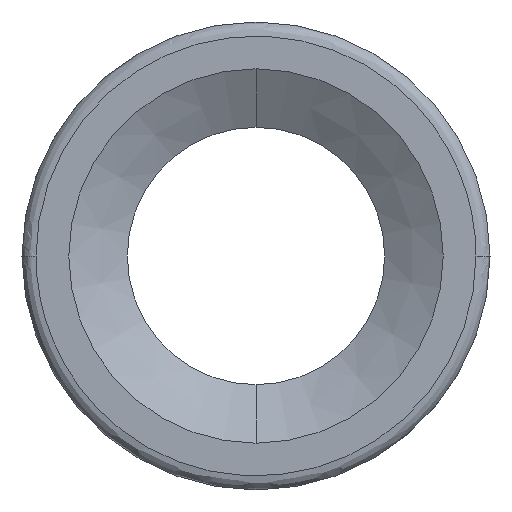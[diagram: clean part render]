
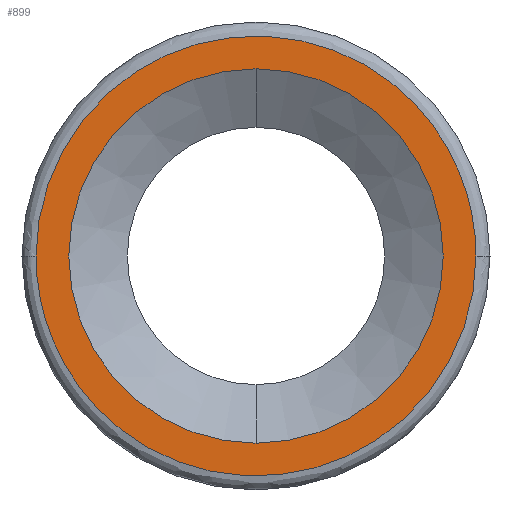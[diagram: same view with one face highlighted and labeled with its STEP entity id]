
A CAD part, front view. The second image highlights one B-rep face of the part: STEP entity #899.
In plain terms, the highlighted planar face has unit normal (0, -1, 0).
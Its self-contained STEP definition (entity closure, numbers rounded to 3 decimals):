
#5 = AXIS2_PLACEMENT_3D ( 'NONE', #426, #428, #422 ) ;
#23 = EDGE_CURVE ( 'NONE', #561, #887, #548, .T. ) ;
#33 = EDGE_CURVE ( 'NONE', #887, #561, #538, .T. ) ;
#44 = AXIS2_PLACEMENT_3D ( 'NONE', #324, #345, #342 ) ;
#46 = AXIS2_PLACEMENT_3D ( 'NONE', #387, #386, #385 ) ;
#67 = EDGE_CURVE ( 'NONE', #790, #789, #732, .T. ) ;
#71 = EDGE_CURVE ( 'NONE', #789, #790, #775, .T. ) ;
#324 = CARTESIAN_POINT ( 'NONE',  ( 0., 0., 0. ) ) ;
#342 = DIRECTION ( 'NONE',  ( 0., 0., -1. ) ) ;
#345 = DIRECTION ( 'NONE',  ( 0., -1., 0. ) ) ;
#348 = CARTESIAN_POINT ( 'NONE',  ( 4.7, 0., 0. ) ) ;
#371 = CARTESIAN_POINT ( 'NONE',  ( 4.7, 0., 9.4 ) ) ;
#376 = CARTESIAN_POINT ( 'NONE',  ( -4.7, 0., 9.4 ) ) ;
#385 = DIRECTION ( 'NONE',  ( 0., 0., -1. ) ) ;
#386 = DIRECTION ( 'NONE',  ( 0., -1., 0. ) ) ;
#387 = CARTESIAN_POINT ( 'NONE',  ( 0., 0., 0. ) ) ;
#393 = CARTESIAN_POINT ( 'NONE',  ( -4.7, 0., 0. ) ) ;
#422 = DIRECTION ( 'NONE',  ( -1., 0., 0. ) ) ;
#424 = PLANE ( 'NONE',  #5 ) ;
#426 = CARTESIAN_POINT ( 'NONE',  ( 4.756, 0., -4.756 ) ) ;
#428 = DIRECTION ( 'NONE',  ( 0., 1., 0. ) ) ;
#454 = CARTESIAN_POINT ( 'NONE',  ( 4.7, 0., 0. ) ) ;
#467 = CARTESIAN_POINT ( 'NONE',  ( 0., 0., 4. ) ) ;
#468 = CARTESIAN_POINT ( 'NONE',  ( 0., 0., -4. ) ) ;
#475 = CARTESIAN_POINT ( 'NONE',  ( -4.7, 0., -9.4 ) ) ;
#487 = CARTESIAN_POINT ( 'NONE',  ( 4.7, 0., 0. ) ) ;
#498 = CARTESIAN_POINT ( 'NONE',  ( -4.7, 0., 0. ) ) ;
#504 = CARTESIAN_POINT ( 'NONE',  ( -4.7, 0., 0. ) ) ;
#524 = CARTESIAN_POINT ( 'NONE',  ( 4.7, 0., -9.4 ) ) ;
#538 =( BOUNDED_CURVE ( )  B_SPLINE_CURVE ( 3, ( #487, #524, #475, #504 ),
 .UNSPECIFIED., .F., .T. ) 
 B_SPLINE_CURVE_WITH_KNOTS ( ( 4, 4 ),
 ( 0., 1. ),
 .UNSPECIFIED. ) 
 CURVE ( )  GEOMETRIC_REPRESENTATION_ITEM ( )  RATIONAL_B_SPLINE_CURVE ( ( 0.957, 0.319, 0.319, 0.957 ) ) 
 REPRESENTATION_ITEM ( '' )  );
#548 =( BOUNDED_CURVE ( )  B_SPLINE_CURVE ( 3, ( #393, #376, #371, #348 ),
 .UNSPECIFIED., .F., .T. ) 
 B_SPLINE_CURVE_WITH_KNOTS ( ( 4, 4 ),
 ( 0., 1. ),
 .UNSPECIFIED. ) 
 CURVE ( )  GEOMETRIC_REPRESENTATION_ITEM ( )  RATIONAL_B_SPLINE_CURVE ( ( 0.957, 0.319, 0.319, 0.957 ) ) 
 REPRESENTATION_ITEM ( '' )  );
#561 = VERTEX_POINT ( 'NONE', #498 ) ;
#613 = EDGE_LOOP ( 'NONE', ( #665, #660 ) ) ;
#658 = ORIENTED_EDGE ( 'NONE', *, *, #23, .F. ) ;
#659 = ORIENTED_EDGE ( 'NONE', *, *, #33, .F. ) ;
#660 = ORIENTED_EDGE ( 'NONE', *, *, #67, .F. ) ;
#665 = ORIENTED_EDGE ( 'NONE', *, *, #71, .F. ) ;
#704 = EDGE_LOOP ( 'NONE', ( #659, #658 ) ) ;
#732 = CIRCLE ( 'NONE', #46, 4. ) ;
#775 = CIRCLE ( 'NONE', #44, 4. ) ;
#789 = VERTEX_POINT ( 'NONE', #468 ) ;
#790 = VERTEX_POINT ( 'NONE', #467 ) ;
#852 = FACE_OUTER_BOUND ( 'NONE', #704, .T. ) ;
#859 = FACE_BOUND ( 'NONE', #613, .T. ) ;
#887 = VERTEX_POINT ( 'NONE', #454 ) ;
#899 = ADVANCED_FACE ( 'NONE', ( #859, #852 ), #424, .F. ) ;
